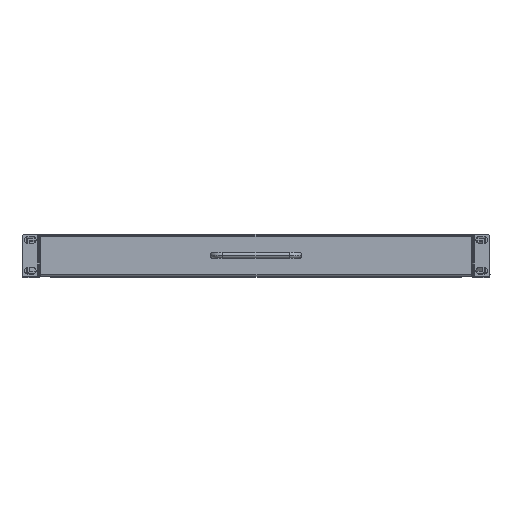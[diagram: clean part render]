
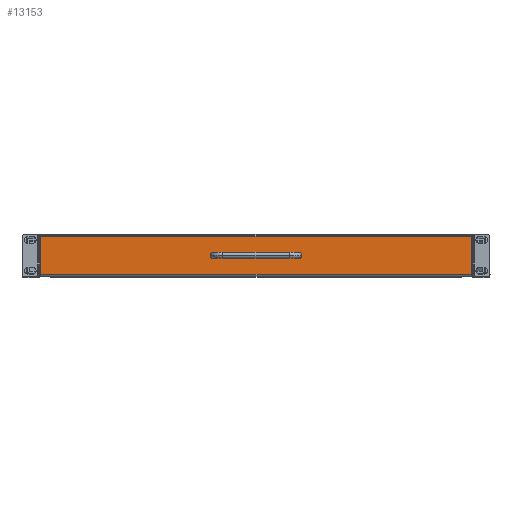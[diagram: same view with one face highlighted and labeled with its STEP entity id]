
A CAD part, top view. The second image highlights one B-rep face of the part: STEP entity #13153.
In plain terms, the highlighted planar face has unit normal (0, 0, 1).
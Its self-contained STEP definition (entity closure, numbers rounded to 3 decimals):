
#420 = AXIS2_PLACEMENT_3D ( 'NONE', #785, #7060, #10132 ) ;
#634 = DIRECTION ( 'NONE',  ( 1., 0., 0. ) ) ;
#713 = EDGE_CURVE ( 'NONE', #19058, #12762, #10853, .T. ) ;
#785 = CARTESIAN_POINT ( 'NONE',  ( 44., 21.5, 20. ) ) ;
#1386 = EDGE_LOOP ( 'NONE', ( #19796, #2098 ) ) ;
#1501 = EDGE_CURVE ( 'NONE', #19058, #13934, #6663, .T. ) ;
#2091 = CARTESIAN_POINT ( 'NONE',  ( 221.5, 2., 20. ) ) ;
#2098 = ORIENTED_EDGE ( 'NONE', *, *, #19869, .F. ) ;
#2146 = VECTOR ( 'NONE', #13537, 1000. ) ;
#2166 = CARTESIAN_POINT ( 'NONE',  ( 212.5, 41., 20. ) ) ;
#2408 = AXIS2_PLACEMENT_3D ( 'NONE', #15070, #4196, #15135 ) ;
#2637 = EDGE_CURVE ( 'NONE', #2746, #14473, #4124, .T. ) ;
#2746 = VERTEX_POINT ( 'NONE', #19836 ) ;
#2811 = EDGE_CURVE ( 'NONE', #6092, #18276, #18425, .T. ) ;
#2873 = EDGE_LOOP ( 'NONE', ( #3599, #10344 ) ) ;
#3418 = FACE_BOUND ( 'NONE', #1386, .T. ) ;
#3472 = EDGE_CURVE ( 'NONE', #18276, #6092, #10881, .T. ) ;
#3599 = ORIENTED_EDGE ( 'NONE', *, *, #3472, .F. ) ;
#4124 = CIRCLE ( 'NONE', #420, 2.248 ) ;
#4196 = DIRECTION ( 'NONE',  ( 0., 0., 1. ) ) ;
#4662 = AXIS2_PLACEMENT_3D ( 'NONE', #15302, #9375, #20366 ) ;
#4908 = FACE_OUTER_BOUND ( 'NONE', #10447, .T. ) ;
#5167 = ORIENTED_EDGE ( 'NONE', *, *, #10442, .T. ) ;
#5247 = DIRECTION ( 'NONE',  ( 0., 1., 0. ) ) ;
#5267 = ORIENTED_EDGE ( 'NONE', *, *, #1501, .F. ) ;
#5633 = DIRECTION ( 'NONE',  ( -1., 0., 0. ) ) ;
#6010 = LINE ( 'NONE', #2166, #13402 ) ;
#6092 = VERTEX_POINT ( 'NONE', #10041 ) ;
#6269 = DIRECTION ( 'NONE',  ( -1., 0., 0. ) ) ;
#6463 = DIRECTION ( 'NONE',  ( 0., 0., -1. ) ) ;
#6663 = LINE ( 'NONE', #14778, #11579 ) ;
#7060 = DIRECTION ( 'NONE',  ( 0., 0., 1. ) ) ;
#7951 = CARTESIAN_POINT ( 'NONE',  ( -221.5, 41., 20. ) ) ;
#8275 = CARTESIAN_POINT ( 'NONE',  ( -41.752, 21.5, 20. ) ) ;
#8604 = DIRECTION ( 'NONE',  ( 0., 0., 1. ) ) ;
#9375 = DIRECTION ( 'NONE',  ( 0., 0., 1. ) ) ;
#10041 = CARTESIAN_POINT ( 'NONE',  ( -46.248, 21.5, 20. ) ) ;
#10132 = DIRECTION ( 'NONE',  ( 1., 0., 0. ) ) ;
#10344 = ORIENTED_EDGE ( 'NONE', *, *, #2811, .F. ) ;
#10442 = EDGE_CURVE ( 'NONE', #12762, #16377, #6010, .T. ) ;
#10447 = EDGE_LOOP ( 'NONE', ( #5167, #18773, #5267, #16373 ) ) ;
#10853 = LINE ( 'NONE', #2091, #13347 ) ;
#10881 = CIRCLE ( 'NONE', #15355, 2.248 ) ;
#11579 = VECTOR ( 'NONE', #5633, 1000. ) ;
#11855 = CARTESIAN_POINT ( 'NONE',  ( 41.752, 21.5, 20. ) ) ;
#12673 = CIRCLE ( 'NONE', #2408, 2.248 ) ;
#12675 = CARTESIAN_POINT ( 'NONE',  ( 212.5, 1.5, 20. ) ) ;
#12749 = PLANE ( 'NONE',  #19261 ) ;
#12762 = VERTEX_POINT ( 'NONE', #19072 ) ;
#13153 = ADVANCED_FACE ( 'NONE', ( #4908, #20148, #3418 ), #12749, .F. ) ;
#13347 = VECTOR ( 'NONE', #5247, 1000. ) ;
#13402 = VECTOR ( 'NONE', #19541, 1000. ) ;
#13537 = DIRECTION ( 'NONE',  ( 0., 1., 0. ) ) ;
#13934 = VERTEX_POINT ( 'NONE', #19502 ) ;
#14473 = VERTEX_POINT ( 'NONE', #11855 ) ;
#14538 = EDGE_CURVE ( 'NONE', #13934, #16377, #17134, .T. ) ;
#14778 = CARTESIAN_POINT ( 'NONE',  ( -212.5, 2., 20. ) ) ;
#15064 = CARTESIAN_POINT ( 'NONE',  ( 221.5, 2., 20. ) ) ;
#15070 = CARTESIAN_POINT ( 'NONE',  ( 44., 21.5, 20. ) ) ;
#15135 = DIRECTION ( 'NONE',  ( 1., 0., 0. ) ) ;
#15302 = CARTESIAN_POINT ( 'NONE',  ( -44., 21.5, 20. ) ) ;
#15355 = AXIS2_PLACEMENT_3D ( 'NONE', #19626, #8604, #634 ) ;
#16373 = ORIENTED_EDGE ( 'NONE', *, *, #713, .T. ) ;
#16377 = VERTEX_POINT ( 'NONE', #7951 ) ;
#16472 = CARTESIAN_POINT ( 'NONE',  ( -221.5, 2., 20. ) ) ;
#17134 = LINE ( 'NONE', #16472, #2146 ) ;
#18276 = VERTEX_POINT ( 'NONE', #8275 ) ;
#18425 = CIRCLE ( 'NONE', #4662, 2.248 ) ;
#18773 = ORIENTED_EDGE ( 'NONE', *, *, #14538, .F. ) ;
#19058 = VERTEX_POINT ( 'NONE', #15064 ) ;
#19072 = CARTESIAN_POINT ( 'NONE',  ( 221.5, 41., 20. ) ) ;
#19261 = AXIS2_PLACEMENT_3D ( 'NONE', #12675, #6463, #6269 ) ;
#19502 = CARTESIAN_POINT ( 'NONE',  ( -221.5, 2., 20. ) ) ;
#19541 = DIRECTION ( 'NONE',  ( -1., 0., 0. ) ) ;
#19626 = CARTESIAN_POINT ( 'NONE',  ( -44., 21.5, 20. ) ) ;
#19796 = ORIENTED_EDGE ( 'NONE', *, *, #2637, .F. ) ;
#19836 = CARTESIAN_POINT ( 'NONE',  ( 46.248, 21.5, 20. ) ) ;
#19869 = EDGE_CURVE ( 'NONE', #14473, #2746, #12673, .T. ) ;
#20148 = FACE_BOUND ( 'NONE', #2873, .T. ) ;
#20366 = DIRECTION ( 'NONE',  ( 1., 0., 0. ) ) ;
